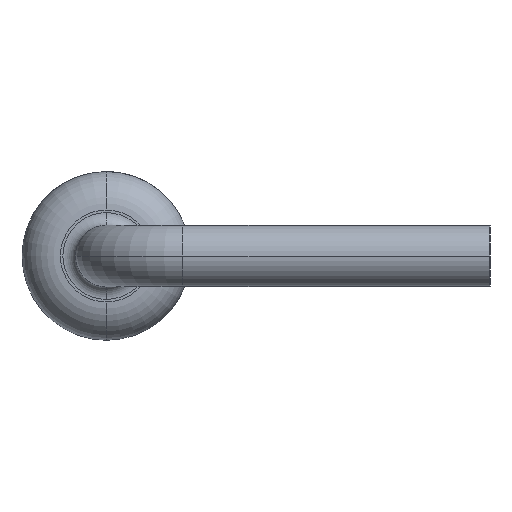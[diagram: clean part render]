
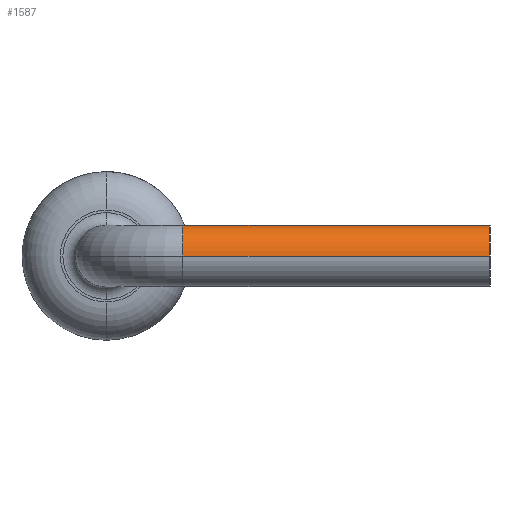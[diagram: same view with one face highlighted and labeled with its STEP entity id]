
A CAD part, left-side view. The second image highlights one B-rep face of the part: STEP entity #1587.
In plain terms, the highlighted cylindrical face has radius 0.305 mm (diameter 0.61 mm), a partial arc.
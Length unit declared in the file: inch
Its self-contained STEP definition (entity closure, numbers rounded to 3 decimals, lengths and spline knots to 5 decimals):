
#50 = VERTEX_POINT ( 'NONE', #1619 ) ;
#60 = CYLINDRICAL_SURFACE ( 'NONE', #1407, 0.012 ) ;
#113 = LINE ( 'NONE', #827, #1415 ) ;
#170 = CARTESIAN_POINT ( 'NONE',  ( -0.06325, -0.03, 0. ) ) ;
#178 = DIRECTION ( 'NONE',  ( 1., 0., 0. ) ) ;
#303 = DIRECTION ( 'NONE',  ( 0., -1., 0. ) ) ;
#366 = CARTESIAN_POINT ( 'NONE',  ( -0.06325, -0.15, 0. ) ) ;
#518 = DIRECTION ( 'NONE',  ( 0., -1., 0. ) ) ;
#550 = DIRECTION ( 'NONE',  ( 0., 0., -1. ) ) ;
#573 = VECTOR ( 'NONE', #303, 39.37008 ) ;
#751 = CIRCLE ( 'NONE', #1830, 0.012 ) ;
#753 = CARTESIAN_POINT ( 'NONE',  ( -0.07525, -0.03, 0. ) ) ;
#808 = EDGE_CURVE ( 'NONE', #50, #1408, #1061, .T. ) ;
#827 = CARTESIAN_POINT ( 'NONE',  ( -0.07525, -0.03, 0. ) ) ;
#870 = EDGE_CURVE ( 'NONE', #1769, #2126, #113, .T. ) ;
#881 = EDGE_LOOP ( 'NONE', ( #1268, #1825, #1448, #1123 ) ) ;
#899 = DIRECTION ( 'NONE',  ( 0., 1., 0. ) ) ;
#1061 = LINE ( 'NONE', #1988, #573 ) ;
#1123 = ORIENTED_EDGE ( 'NONE', *, *, #808, .F. ) ;
#1150 = FACE_OUTER_BOUND ( 'NONE', #881, .T. ) ;
#1268 = ORIENTED_EDGE ( 'NONE', *, *, #1343, .F. ) ;
#1297 = CARTESIAN_POINT ( 'NONE',  ( -0.07525, -0.15, 0. ) ) ;
#1343 = EDGE_CURVE ( 'NONE', #1769, #50, #751, .T. ) ;
#1407 = AXIS2_PLACEMENT_3D ( 'NONE', #170, #518, #178 ) ;
#1408 = VERTEX_POINT ( 'NONE', #1450 ) ;
#1411 = CIRCLE ( 'NONE', #1622, 0.012 ) ;
#1415 = VECTOR ( 'NONE', #1660, 39.37008 ) ;
#1448 = ORIENTED_EDGE ( 'NONE', *, *, #1655, .T. ) ;
#1450 = CARTESIAN_POINT ( 'NONE',  ( -0.05125, -0.15, 0. ) ) ;
#1547 = DIRECTION ( 'NONE',  ( 0., 1., 0. ) ) ;
#1587 = ADVANCED_FACE ( 'NONE', ( #1150 ), #60, .T. ) ;
#1619 = CARTESIAN_POINT ( 'NONE',  ( -0.05125, -0.03, 0. ) ) ;
#1622 = AXIS2_PLACEMENT_3D ( 'NONE', #366, #1547, #550 ) ;
#1655 = EDGE_CURVE ( 'NONE', #2126, #1408, #1411, .T. ) ;
#1660 = DIRECTION ( 'NONE',  ( 0., -1., 0. ) ) ;
#1769 = VERTEX_POINT ( 'NONE', #753 ) ;
#1825 = ORIENTED_EDGE ( 'NONE', *, *, #870, .T. ) ;
#1830 = AXIS2_PLACEMENT_3D ( 'NONE', #1909, #899, #2086 ) ;
#1909 = CARTESIAN_POINT ( 'NONE',  ( -0.06325, -0.03, 0. ) ) ;
#1988 = CARTESIAN_POINT ( 'NONE',  ( -0.05125, -0.03, 0. ) ) ;
#2086 = DIRECTION ( 'NONE',  ( 0., 0., -1. ) ) ;
#2126 = VERTEX_POINT ( 'NONE', #1297 ) ;
